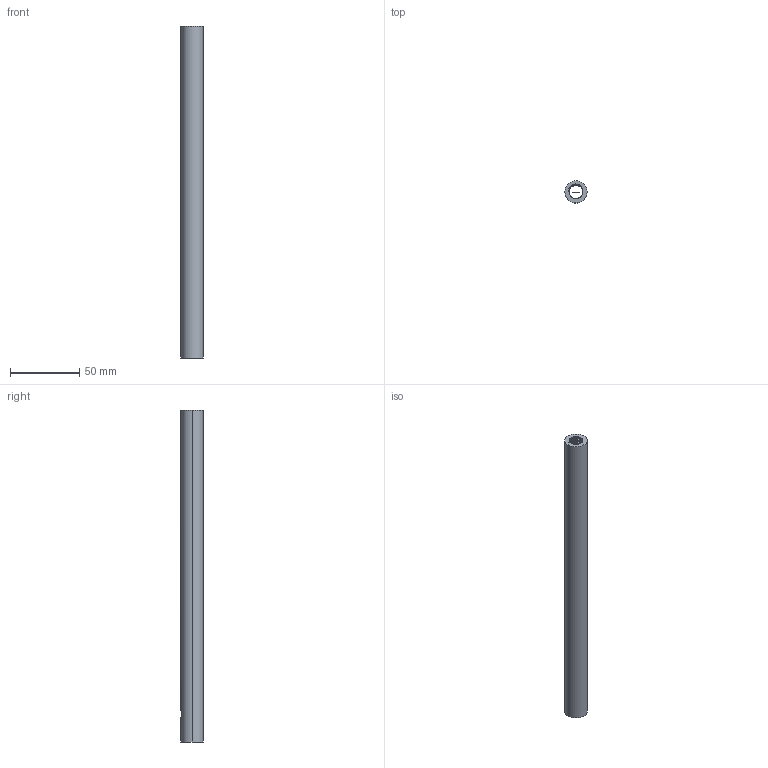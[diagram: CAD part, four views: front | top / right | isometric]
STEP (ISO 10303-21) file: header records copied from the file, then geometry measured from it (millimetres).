
FILE_DESCRIPTION (( 'STEP AP203' ), '1' );
FILE_NAME ('4 tube filté .STEP', '2020-11-27T14:47:00', ( '' ), ( '' ), 'SwSTEP 2.0', 'SolidWorks 2019', '' );
FILE_SCHEMA (( 'CONFIG_CONTROL_DESIGN' ));
Length unit declared in the file: millimetre
Products named in the file (1): 4 tube filté 
Bounding box: 16 x 16 x 240 mm (x, y, z)
Surface area: 20076.2 mm2 (no closed solid volume)
Topology: 0 solids, 2 shells, 31 faces, 88 edges, 60 vertices
Faces by surface type: cylinder 23, plane 5, bspline 3
Entity records: 2989 total; most frequent: CARTESIAN_POINT 2229, ORIENTED_EDGE 170, DIRECTION 104, EDGE_CURVE 88, VERTEX_POINT 60, AXIS2_PLACEMENT_3D 40, EDGE_LOOP 35, FACE_OUTER_BOUND 31
